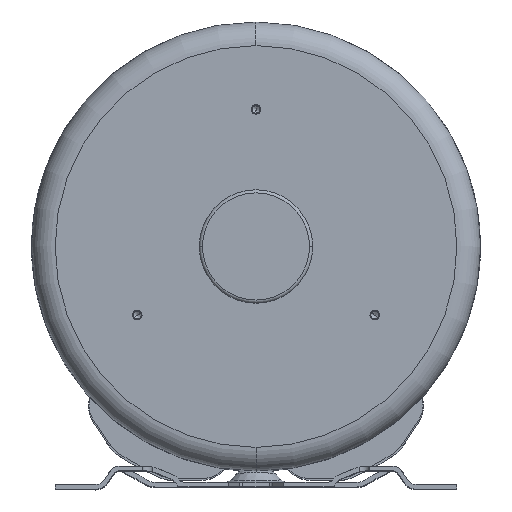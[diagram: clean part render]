
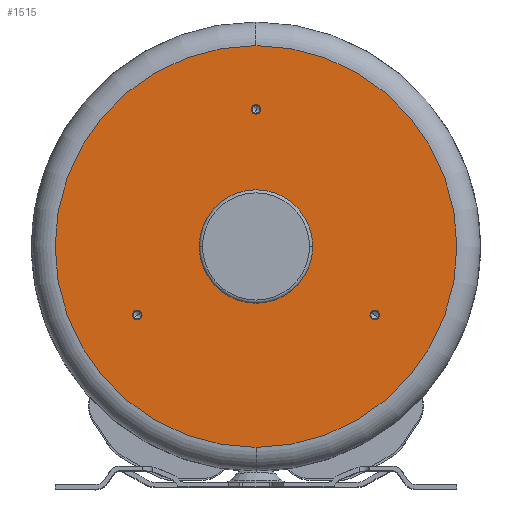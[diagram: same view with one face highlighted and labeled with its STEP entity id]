
A CAD part, top view. The second image highlights one B-rep face of the part: STEP entity #1515.
In plain terms, the highlighted face is planar.
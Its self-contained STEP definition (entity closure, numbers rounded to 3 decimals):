
#315=CARTESIAN_POINT('',(-73.5,0.,0.));
#316=DIRECTION('',(-1.,0.,0.));
#317=DIRECTION('',(0.,0.,1.));
#318=AXIS2_PLACEMENT_3D('',#315,#316,#317);
#320=CARTESIAN_POINT('',(-73.5,0.,0.));
#321=DIRECTION('',(-1.,0.,0.));
#322=DIRECTION('',(0.,0.,-1.));
#323=AXIS2_PLACEMENT_3D('',#320,#321,#322);
#325=CARTESIAN_POINT('',(-73.5,87.,0.));
#326=DIRECTION('',(-1.,0.,0.));
#327=DIRECTION('',(0.,1.,0.));
#328=AXIS2_PLACEMENT_3D('',#325,#326,#327);
#330=CARTESIAN_POINT('',(-73.5,87.,0.));
#331=DIRECTION('',(-1.,0.,0.));
#332=DIRECTION('',(0.,-1.,0.));
#333=AXIS2_PLACEMENT_3D('',#330,#331,#332);
#335=CARTESIAN_POINT('',(-73.5,-43.5,75.344));
#336=DIRECTION('',(-1.,0.,0.));
#337=DIRECTION('',(0.,-0.5,0.866));
#338=AXIS2_PLACEMENT_3D('',#335,#336,#337);
#340=CARTESIAN_POINT('',(-73.5,-43.5,75.344));
#341=DIRECTION('',(-1.,0.,0.));
#342=DIRECTION('',(0.,0.5,-0.866));
#343=AXIS2_PLACEMENT_3D('',#340,#341,#342);
#345=CARTESIAN_POINT('',(-73.5,-43.5,-75.344));
#346=DIRECTION('',(-1.,0.,0.));
#347=DIRECTION('',(0.,-0.5,-0.866));
#348=AXIS2_PLACEMENT_3D('',#345,#346,#347);
#350=CARTESIAN_POINT('',(-73.5,-43.5,-75.344));
#351=DIRECTION('',(-1.,0.,0.));
#352=DIRECTION('',(0.,0.5,0.866));
#353=AXIS2_PLACEMENT_3D('',#350,#351,#352);
#355=CARTESIAN_POINT('',(-73.5,0.,0.));
#356=DIRECTION('',(-1.,0.,0.));
#357=DIRECTION('',(0.,1.,0.));
#358=AXIS2_PLACEMENT_3D('',#355,#356,#357);
#360=CARTESIAN_POINT('',(-73.5,0.,0.));
#361=DIRECTION('',(-1.,0.,0.));
#362=DIRECTION('',(0.,-1.,0.));
#363=AXIS2_PLACEMENT_3D('',#360,#361,#362);
#1236=CARTESIAN_POINT('',(-73.5,89.5,0.));
#1237=CARTESIAN_POINT('',(-73.5,84.5,0.));
#1238=VERTEX_POINT('',#1236);
#1239=VERTEX_POINT('',#1237);
#1246=CARTESIAN_POINT('',(-73.5,-44.75,77.509));
#1247=CARTESIAN_POINT('',(-73.5,-42.25,73.179));
#1248=VERTEX_POINT('',#1246);
#1249=VERTEX_POINT('',#1247);
#1256=CARTESIAN_POINT('',(-73.5,-44.75,-77.509));
#1257=CARTESIAN_POINT('',(-73.5,-42.25,-73.179));
#1258=VERTEX_POINT('',#1256);
#1259=VERTEX_POINT('',#1257);
#1260=CARTESIAN_POINT('',(-73.5,0.,36.));
#1261=CARTESIAN_POINT('',(-73.5,0.,-36.));
#1262=VERTEX_POINT('',#1260);
#1263=VERTEX_POINT('',#1261);
#1378=CARTESIAN_POINT('',(-73.5,127.5,0.));
#1379=CARTESIAN_POINT('',(-73.5,-127.5,0.));
#1380=VERTEX_POINT('',#1378);
#1381=VERTEX_POINT('',#1379);
#1480=CARTESIAN_POINT('',(-73.5,0.,0.));
#1481=DIRECTION('',(1.,0.,0.));
#1482=DIRECTION('',(0.,-1.,0.));
#1483=AXIS2_PLACEMENT_3D('',#1480,#1481,#1482);
#1484=PLANE('',#1483);
#1486=ORIENTED_EDGE('',*,*,#1485,.F.);
#1488=ORIENTED_EDGE('',*,*,#1487,.F.);
#1489=EDGE_LOOP('',(#1486,#1488));
#1490=FACE_OUTER_BOUND('',#1489,.F.);
#1492=ORIENTED_EDGE('',*,*,#1491,.T.);
#1494=ORIENTED_EDGE('',*,*,#1493,.T.);
#1495=EDGE_LOOP('',(#1492,#1494));
#1496=FACE_BOUND('',#1495,.F.);
#1498=ORIENTED_EDGE('',*,*,#1497,.T.);
#1500=ORIENTED_EDGE('',*,*,#1499,.T.);
#1501=EDGE_LOOP('',(#1498,#1500));
#1502=FACE_BOUND('',#1501,.F.);
#1504=ORIENTED_EDGE('',*,*,#1503,.T.);
#1506=ORIENTED_EDGE('',*,*,#1505,.T.);
#1507=EDGE_LOOP('',(#1504,#1506));
#1508=FACE_BOUND('',#1507,.F.);
#1510=ORIENTED_EDGE('',*,*,#1509,.T.);
#1512=ORIENTED_EDGE('',*,*,#1511,.T.);
#1513=EDGE_LOOP('',(#1510,#1512));
#1514=FACE_BOUND('',#1513,.F.);
#1515=ADVANCED_FACE('',(#1490,#1496,#1502,#1508,#1514),#1484,.F.);
#319=CIRCLE('',#318,36.);
#324=CIRCLE('',#323,36.);
#329=CIRCLE('',#328,2.5);
#334=CIRCLE('',#333,2.5);
#339=CIRCLE('',#338,2.5);
#344=CIRCLE('',#343,2.5);
#349=CIRCLE('',#348,2.5);
#354=CIRCLE('',#353,2.5);
#359=CIRCLE('',#358,127.5);
#364=CIRCLE('',#363,127.5);
#1485=EDGE_CURVE('',#1380,#1381,#359,.T.);
#1487=EDGE_CURVE('',#1381,#1380,#364,.T.);
#1491=EDGE_CURVE('',#1262,#1263,#319,.T.);
#1493=EDGE_CURVE('',#1263,#1262,#324,.T.);
#1497=EDGE_CURVE('',#1238,#1239,#329,.T.);
#1499=EDGE_CURVE('',#1239,#1238,#334,.T.);
#1503=EDGE_CURVE('',#1248,#1249,#339,.T.);
#1505=EDGE_CURVE('',#1249,#1248,#344,.T.);
#1509=EDGE_CURVE('',#1258,#1259,#349,.T.);
#1511=EDGE_CURVE('',#1259,#1258,#354,.T.);
